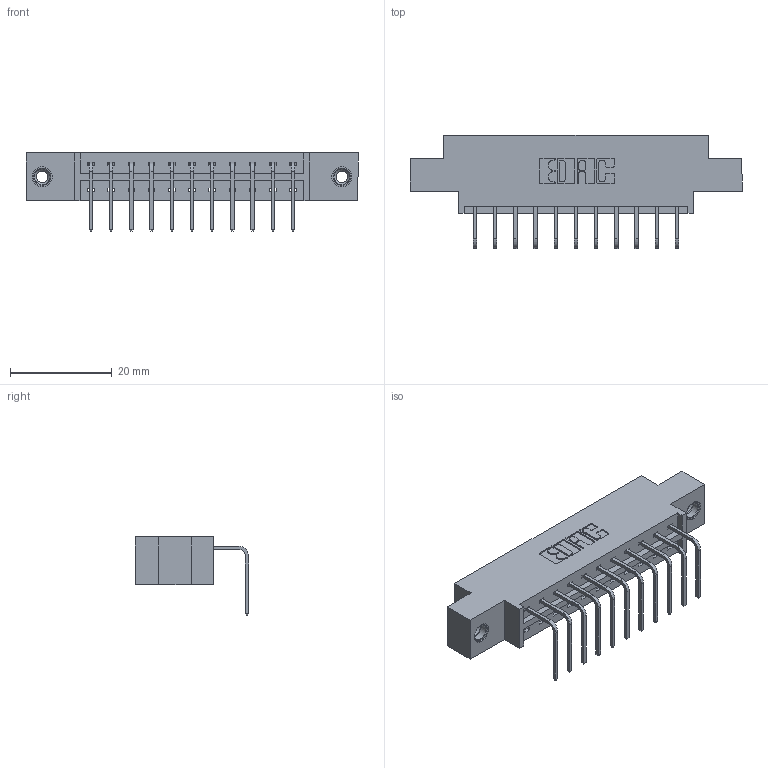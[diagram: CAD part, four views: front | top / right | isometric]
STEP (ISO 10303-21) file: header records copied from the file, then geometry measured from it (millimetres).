
FILE_DESCRIPTION (( 'STEP AP203' ), '1' );
FILE_NAME ('833-011-558-608.STEP', '2020-05-30T20:17:56', ( '' ), ( '' ), 'SwSTEP 2.0', 'SolidWorks 2020', '' );
FILE_SCHEMA (( 'CONFIG_CONTROL_DESIGN' ));
Length unit declared in the file: inch
Products named in the file (4): 345-292-001_558 Tail - 2; 345-250-001_345-250-003-102; 833 Part_Offset - .156 Dia - TI; 833-011-558-608
Assembly tree (14 placements, depth 2):
  833-011-558-608
    833 Part_Offset - .156 Dia - TI
    345-292-001_558 Tail - 2  x11
    345-250-001_345-250-003-102  x2
Bounding box: 65.13 x 22.17 x 15.37 mm (x, y, z)
Volume: 6089.2 mm3; surface area: 6834.1 mm2
Topology: 14 solids, 14 shells, 838 faces, 2461 edges, 1618 vertices
Faces by surface type: plane 590, cylinder 232, cone 12, torus 4
Entity records: 12136 total; most frequent: CARTESIAN_POINT 2082, ORIENTED_EDGE 2022, DIRECTION 1851, EDGE_CURVE 1011, LINE 863, VECTOR 863, VERTEX_POINT 668, AXIS2_PLACEMENT_3D 494
